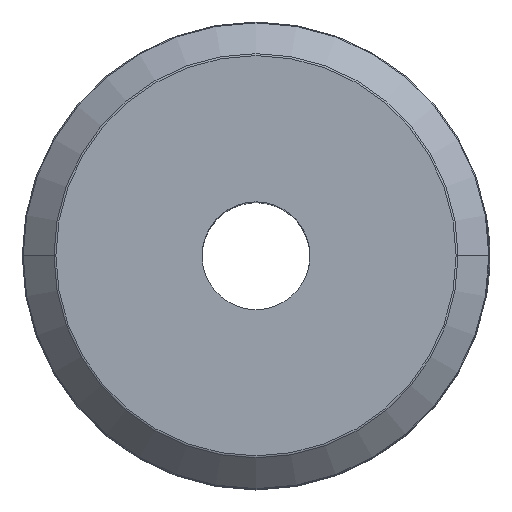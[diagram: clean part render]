
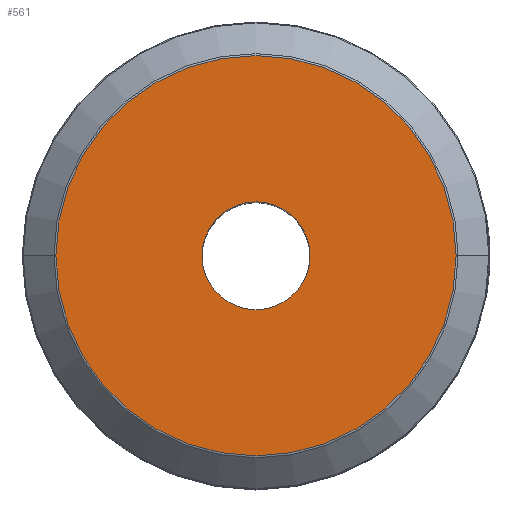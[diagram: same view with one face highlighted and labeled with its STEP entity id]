
A CAD part, top view. The second image highlights one B-rep face of the part: STEP entity #561.
In plain terms, the highlighted planar face has unit normal (0, 0, 1).
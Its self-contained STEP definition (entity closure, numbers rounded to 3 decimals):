
#300=CARTESIAN_POINT('POINT15',(17.68,
   0.,16.256));
#301=VERTEX_POINT('VERTEX15',#300);
#309=CARTESIAN_POINT('POINT16',(-17.68,
   0.,16.256));
#310=VERTEX_POINT('VERTEX16',#309);
#311=CARTESIAN_POINT('POS25',(0.,0.,16.256));
#312=DIRECTION('DIR44',(0.,0.,1.));
#313=DIRECTION('DIR45',(1.,0.,0.));
#314=AXIS2_PLACEMENT_3D('AXIS20',#311,#312,#313);
#315=CIRCLE('ELLIPSE16',#314,17.68);
#316=EDGE_CURVE('EDGE25',#301,#310,#315,.F.);
#335=CARTESIAN_POINT('POS28',(0.,0.,16.256));
#336=DIRECTION('DIR50',(0.,0.,1.));
#337=DIRECTION('DIR51',(1.,0.,0.));
#338=AXIS2_PLACEMENT_3D('AXIS23',#335,#336,#337);
#339=CIRCLE('ELLIPSE18',#338,17.68);
#340=EDGE_CURVE('EDGE27',#301,#310,#339,.T.);
#532=ORIENTED_EDGE('COEDGE67',*,*,#340,.T.);
#533=ORIENTED_EDGE('COEDGE68',*,*,#316,.F.);
#534=EDGE_LOOP('NONE',(#532,#533));
#535=FACE_BOUND('LOOP1',#534,.T.);
#536=CARTESIAN_POINT('POINT25',(4.763,0.,16.256));
#537=VERTEX_POINT('VERTEX25',#536);
#538=CARTESIAN_POINT('POINT26',(-4.763,0.,16.256));
#539=VERTEX_POINT('VERTEX26',#538);
#540=CARTESIAN_POINT('POS39',(0.,0.,16.256));
#541=DIRECTION('DIR70',(0.,0.,1.));
#542=DIRECTION('DIR71',(-1.,0.,0.));
#543=AXIS2_PLACEMENT_3D('AXIS32',#540,#541,#542);
#544=CIRCLE('ELLIPSE24',#543,4.763);
#545=EDGE_CURVE('EDGE39',#537,#539,#544,.F.);
#546=ORIENTED_EDGE('COEDGE69',*,*,#545,.T.);
#547=CARTESIAN_POINT('POS40',(0.,0.,16.256));
#548=DIRECTION('DIR72',(0.,0.,1.));
#549=DIRECTION('DIR73',(-1.,0.,0.));
#550=AXIS2_PLACEMENT_3D('AXIS33',#547,#548,#549);
#551=CIRCLE('ELLIPSE25',#550,4.763);
#552=EDGE_CURVE('EDGE40',#539,#537,#551,.F.);
#553=ORIENTED_EDGE('COEDGE70',*,*,#552,.T.);
#554=EDGE_LOOP('NONE',(#546,#553));
#555=FACE_BOUND('LOOP1',#554,.T.);
#556=CARTESIAN_POINT('POS41',(0.,0.,16.256));
#557=DIRECTION('DIR74',(0.,0.,1.));
#558=DIRECTION('DIR75',(1.,0.,0.));
#559=AXIS2_PLACEMENT_3D('AXIS34',#556,#557,#558);
#560=PLANE('PLANE2',#559);
#561=ADVANCED_FACE('FACE15',(#535,#555),#560,.T.);
